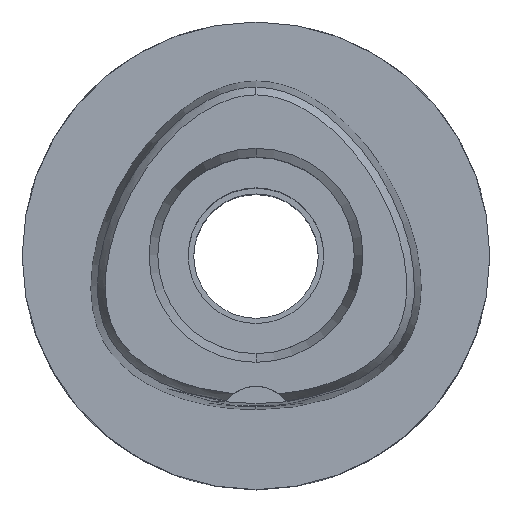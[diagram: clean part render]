
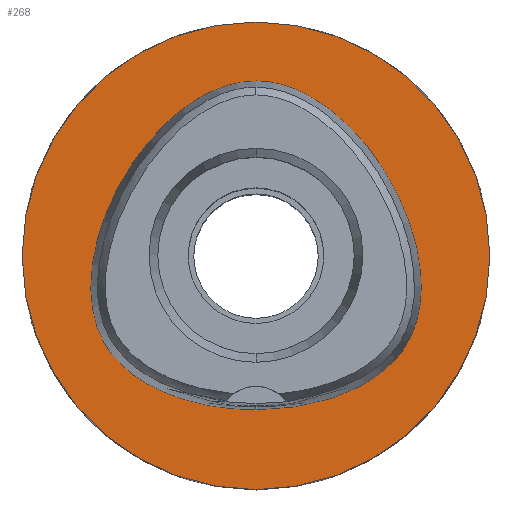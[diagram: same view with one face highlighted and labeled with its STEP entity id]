
A CAD part, top view. The second image highlights one B-rep face of the part: STEP entity #268.
In plain terms, the highlighted planar face has unit normal (0, 0, 1).
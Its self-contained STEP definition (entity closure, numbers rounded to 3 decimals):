
#4 = AXIS2_PLACEMENT_3D ( 'NONE', #984, #1016, #2500 ) ;
#74 = EDGE_CURVE ( 'NONE', #2124, #1038, #1490, .T. ) ;
#100 = CARTESIAN_POINT ( 'NONE',  ( 17.564, -5.456, 0. ) ) ;
#122 = CARTESIAN_POINT ( 'NONE',  ( 15.649, -10.213, 0. ) ) ;
#131 = B_SPLINE_CURVE_WITH_KNOTS ( 'NONE', 3,
 ( #2190, #1853, #2539, #3670, #2915, #4055, #1090, #2116, #715, #3725, #3623, #2213, #1753, #333, #1828, #3338, #3253, #4738, #1018, #4026, #643, #2147 ),
 .UNSPECIFIED., .F., .F.,
 ( 4, 1, 1, 1, 1, 1, 1, 1, 1, 1, 1, 1, 1, 1, 1, 1, 1, 1, 1, 4 ),
 ( 0., 0.042, 0.083, 0.167, 0.25, 0.333, 0.417, 0.5, 0.542, 0.583, 0.625, 0.646, 0.667, 0.688, 0.708, 0.75, 0.792, 0.833, 0.917, 1. ),
 .UNSPECIFIED. ) ;
#268 = ADVANCED_FACE ( 'NONE', ( #4761, #1042 ), #3743, .F. ) ;
#333 = CARTESIAN_POINT ( 'NONE',  ( -16.206, -9.357, 0. ) ) ;
#473 = CARTESIAN_POINT ( 'NONE',  ( 2.041, 18.55, 0. ) ) ;
#530 = B_SPLINE_CURVE_WITH_KNOTS ( 'NONE', 3,
 ( #4150, #3781, #1789, #3294, #4775, #1630, #1199, #122, #2395, #4594, #4575, #100, #2744, #1593, #3091, #1910, #2693, #4267, #4531, #473, #1222, #839 ),
 .UNSPECIFIED., .F., .F.,
 ( 4, 1, 1, 1, 1, 1, 1, 1, 1, 1, 1, 1, 1, 1, 1, 1, 1, 1, 1, 4 ),
 ( 0., 0.083, 0.167, 0.208, 0.25, 0.292, 0.312, 0.333, 0.354, 0.375, 0.417, 0.458, 0.5, 0.583, 0.667, 0.75, 0.833, 0.917, 0.958, 1. ),
 .UNSPECIFIED. ) ;
#643 = CARTESIAN_POINT ( 'NONE',  ( -1.684, -16.455, 0. ) ) ;
#701 = VERTEX_POINT ( 'NONE', #2803 ) ;
#715 = CARTESIAN_POINT ( 'NONE',  ( -17.498, -0.229, 0. ) ) ;
#730 = CARTESIAN_POINT ( 'NONE',  ( 0., 18.695, 0. ) ) ;
#837 = EDGE_LOOP ( 'NONE', ( #1538, #1836 ) ) ;
#839 = CARTESIAN_POINT ( 'NONE',  ( 0., 18.695, 0. ) ) ;
#856 = DIRECTION ( 'NONE',  ( 0., 0., -1. ) ) ;
#984 = CARTESIAN_POINT ( 'NONE',  ( 0., 0., 0. ) ) ;
#1016 = DIRECTION ( 'NONE',  ( 0., 0., -1. ) ) ;
#1018 = CARTESIAN_POINT ( 'NONE',  ( -8.947, -15.039, 0. ) ) ;
#1038 = VERTEX_POINT ( 'NONE', #1511 ) ;
#1042 = FACE_BOUND ( 'NONE', #837, .T. ) ;
#1090 = CARTESIAN_POINT ( 'NONE',  ( -14.38, 8.302, 0. ) ) ;
#1099 = EDGE_LOOP ( 'NONE', ( #2058, #4249 ) ) ;
#1149 = VERTEX_POINT ( 'NONE', #730 ) ;
#1199 = CARTESIAN_POINT ( 'NONE',  ( 14.788, -11.282, 0. ) ) ;
#1216 = CARTESIAN_POINT ( 'NONE',  ( 0., 25., 0. ) ) ;
#1222 = CARTESIAN_POINT ( 'NONE',  ( 0.68, 18.695, 0. ) ) ;
#1367 = EDGE_CURVE ( 'NONE', #701, #1149, #530, .T. ) ;
#1490 = CIRCLE ( 'NONE', #4, 25. ) ;
#1511 = CARTESIAN_POINT ( 'NONE',  ( 0., -25., 0. ) ) ;
#1538 = ORIENTED_EDGE ( 'NONE', *, *, #2020, .F. ) ;
#1593 = CARTESIAN_POINT ( 'NONE',  ( 17.498, -0.229, 0. ) ) ;
#1622 = DIRECTION ( 'NONE',  ( 0., -1., 0. ) ) ;
#1630 = CARTESIAN_POINT ( 'NONE',  ( 13.507, -12.483, 0. ) ) ;
#1753 = CARTESIAN_POINT ( 'NONE',  ( -16.669, -8.446, 0. ) ) ;
#1789 = CARTESIAN_POINT ( 'NONE',  ( 5.051, -16.156, 0. ) ) ;
#1794 = EDGE_CURVE ( 'NONE', #1038, #2124, #2590, .T. ) ;
#1828 = CARTESIAN_POINT ( 'NONE',  ( -15.649, -10.213, 0. ) ) ;
#1836 = ORIENTED_EDGE ( 'NONE', *, *, #1367, .F. ) ;
#1853 = CARTESIAN_POINT ( 'NONE',  ( -0.68, 18.695, 0. ) ) ;
#1868 = DIRECTION ( 'NONE',  ( 0., -1., 0. ) ) ;
#1910 = CARTESIAN_POINT ( 'NONE',  ( 14.38, 8.302, 0. ) ) ;
#2020 = EDGE_CURVE ( 'NONE', #1149, #701, #131, .T. ) ;
#2058 = ORIENTED_EDGE ( 'NONE', *, *, #74, .F. ) ;
#2116 = CARTESIAN_POINT ( 'NONE',  ( -16.517, 3.703, 0. ) ) ;
#2124 = VERTEX_POINT ( 'NONE', #1216 ) ;
#2147 = CARTESIAN_POINT ( 'NONE',  ( 0., -16.455, 0. ) ) ;
#2190 = CARTESIAN_POINT ( 'NONE',  ( 0., 18.695, 0. ) ) ;
#2213 = CARTESIAN_POINT ( 'NONE',  ( -17.165, -7.166, 0. ) ) ;
#2395 = CARTESIAN_POINT ( 'NONE',  ( 16.206, -9.357, 0. ) ) ;
#2500 = DIRECTION ( 'NONE',  ( 0., 1., 0. ) ) ;
#2539 = CARTESIAN_POINT ( 'NONE',  ( -2.041, 18.55, 0. ) ) ;
#2590 = CIRCLE ( 'NONE', #4321, 25. ) ;
#2693 = CARTESIAN_POINT ( 'NONE',  ( 11.466, 12.452, 0. ) ) ;
#2744 = CARTESIAN_POINT ( 'NONE',  ( 17.711, -3.269, 0. ) ) ;
#2748 = AXIS2_PLACEMENT_3D ( 'NONE', #4398, #2942, #1868 ) ;
#2803 = CARTESIAN_POINT ( 'NONE',  ( 0., -16.455, 0. ) ) ;
#2915 = CARTESIAN_POINT ( 'NONE',  ( -7.968, 15.831, 0. ) ) ;
#2942 = DIRECTION ( 'NONE',  ( 0., 0., -1. ) ) ;
#3091 = CARTESIAN_POINT ( 'NONE',  ( 16.517, 3.703, 0. ) ) ;
#3253 = CARTESIAN_POINT ( 'NONE',  ( -13.507, -12.483, 0. ) ) ;
#3294 = CARTESIAN_POINT ( 'NONE',  ( 8.947, -15.039, 0. ) ) ;
#3338 = CARTESIAN_POINT ( 'NONE',  ( -14.788, -11.282, 0. ) ) ;
#3623 = CARTESIAN_POINT ( 'NONE',  ( -17.564, -5.456, 0. ) ) ;
#3670 = CARTESIAN_POINT ( 'NONE',  ( -4.729, 17.735, 0. ) ) ;
#3725 = CARTESIAN_POINT ( 'NONE',  ( -17.711, -3.269, 0. ) ) ;
#3743 = PLANE ( 'NONE',  #2748 ) ;
#3781 = CARTESIAN_POINT ( 'NONE',  ( 1.684, -16.455, 0. ) ) ;
#4026 = CARTESIAN_POINT ( 'NONE',  ( -5.051, -16.156, 0. ) ) ;
#4055 = CARTESIAN_POINT ( 'NONE',  ( -11.466, 12.452, 0. ) ) ;
#4150 = CARTESIAN_POINT ( 'NONE',  ( 0., -16.455, 0. ) ) ;
#4249 = ORIENTED_EDGE ( 'NONE', *, *, #1794, .F. ) ;
#4267 = CARTESIAN_POINT ( 'NONE',  ( 7.968, 15.831, 0. ) ) ;
#4321 = AXIS2_PLACEMENT_3D ( 'NONE', #4586, #856, #1622 ) ;
#4398 = CARTESIAN_POINT ( 'NONE',  ( 0., 0., 0. ) ) ;
#4531 = CARTESIAN_POINT ( 'NONE',  ( 4.729, 17.735, 0. ) ) ;
#4575 = CARTESIAN_POINT ( 'NONE',  ( 17.165, -7.166, 0. ) ) ;
#4586 = CARTESIAN_POINT ( 'NONE',  ( 0., 0., 0. ) ) ;
#4594 = CARTESIAN_POINT ( 'NONE',  ( 16.669, -8.446, 0. ) ) ;
#4738 = CARTESIAN_POINT ( 'NONE',  ( -11.687, -13.704, 0. ) ) ;
#4761 = FACE_OUTER_BOUND ( 'NONE', #1099, .T. ) ;
#4775 = CARTESIAN_POINT ( 'NONE',  ( 11.687, -13.704, 0. ) ) ;
